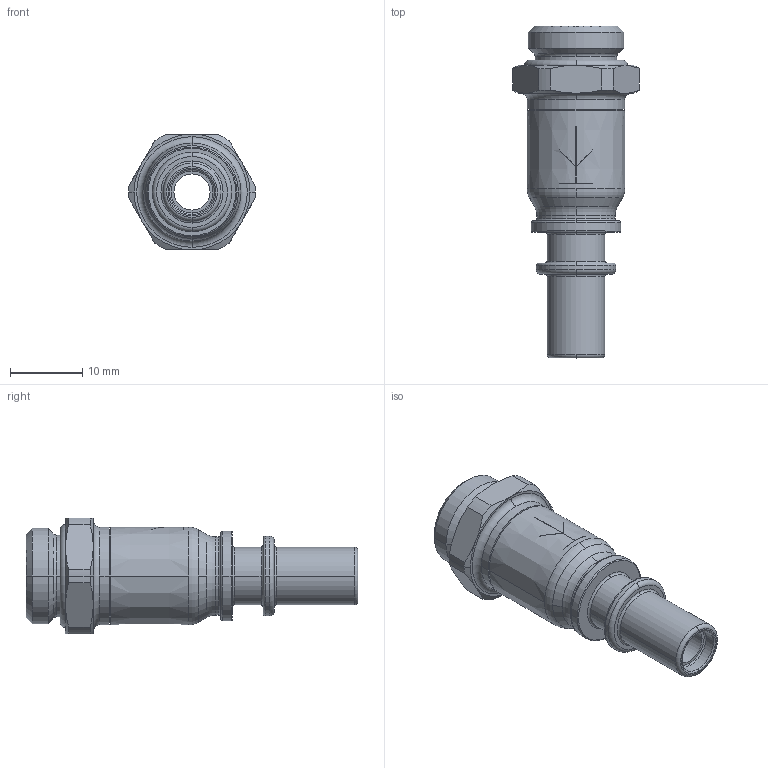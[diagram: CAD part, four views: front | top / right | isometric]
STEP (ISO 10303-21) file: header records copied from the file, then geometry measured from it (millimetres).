
FILE_DESCRIPTION(('STEP AP214'),'1');
FILE_NAME('7961_05_13.stp','2016-07-07T14:32:28',('TraceParts'),('TraceParts S.A.'),'Spatial InterOp 3D',' ',' ');
FILE_SCHEMA(('automotive_design'));
Length unit declared in the file: millimetre
Products named in the file (1): 1
Bounding box: 17.5 x 45.9 x 16 mm (x, y, z)
Volume: 3756.7 mm3; surface area: 3077.4 mm2
Topology: 1 solids, 1 shells, 125 faces, 335 edges, 221 vertices
Faces by surface type: plane 33, torus 32, cone 30, cylinder 30
Entity records: 4019 total; most frequent: DIRECTION 774, CARTESIAN_POINT 730, ORIENTED_EDGE 670, AXIS2_PLACEMENT_3D 337, EDGE_CURVE 335, VERTEX_POINT 221, CIRCLE 207, EDGE_LOOP 136
